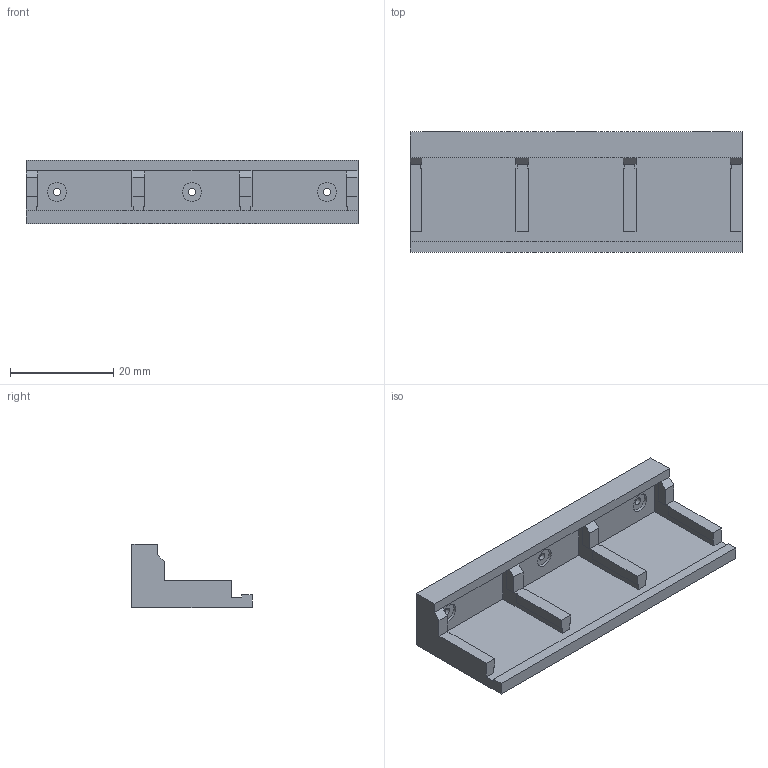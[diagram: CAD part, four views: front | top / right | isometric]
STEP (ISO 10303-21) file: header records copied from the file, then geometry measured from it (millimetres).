
FILE_DESCRIPTION(/* description */ (''),/* implementation_level */ '2;1');
FILE_NAME(/* name */ 'WAGO_221-413_3x3-mount.step',/* time_stamp */ '2021-02-24T13:21:39+01:00',/* author */ (''),/* organization */ (''),/* preprocessor_version */ 'ST-DEVELOPER v18.1',/* originating_system */ 'Autodesk Translation Framework v9.7.1.1290',/* authorisation */ '');
FILE_SCHEMA (('AUTOMOTIVE_DESIGN { 1 0 10303 214 3 1 1 }'));
Length unit declared in the file: millimetre
Products named in the file (1): WAGO_221-413_3x3-mount
Bounding box: 64.25 x 23.25 x 12.2 mm (x, y, z)
Volume: 5625.8 mm3; surface area: 5757.3 mm2
Topology: 1 solids, 1 shells, 98 faces, 258 edges, 168 vertices
Faces by surface type: plane 92, cylinder 6
Full cylindrical faces by diameter (mm): 1.471 x3, 3.7 x3
Entity records: 3084 total; most frequent: CARTESIAN_POINT 525, ORIENTED_EDGE 516, DIRECTION 468, EDGE_CURVE 258, LINE 246, VECTOR 246, VERTEX_POINT 168, AXIS2_PLACEMENT_3D 111
